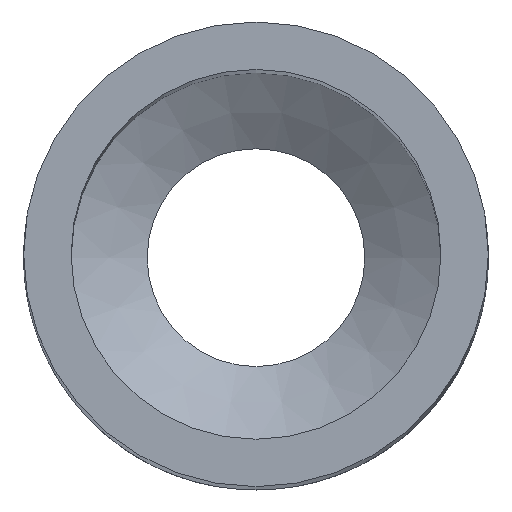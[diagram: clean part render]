
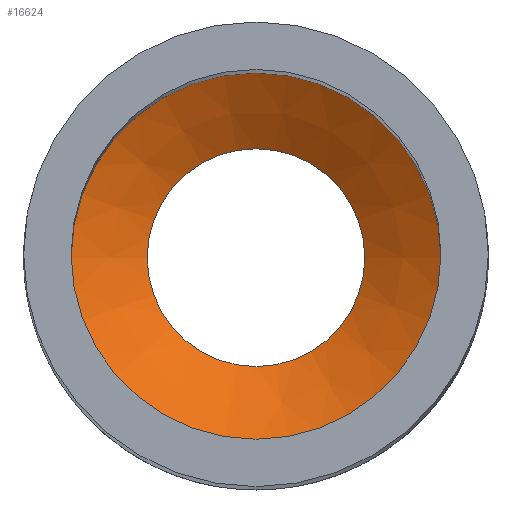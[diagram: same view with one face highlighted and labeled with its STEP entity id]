
A CAD part, top view. The second image highlights one B-rep face of the part: STEP entity #16624.
In plain terms, the highlighted conical face has half-angle 59 degrees and reference radius 2.547 mm.
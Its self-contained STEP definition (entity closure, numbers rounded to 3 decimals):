
#4401=FACE_BOUND($,#5578,.T.);
#4551=FACE_OUTER_BOUND($,#5577,.T.);
#5577=EDGE_LOOP($,(#11331));
#5578=EDGE_LOOP($,(#11332));
#6753=CIRCLE($,#17656,3.);
#6754=CIRCLE($,#17657,5.094);
#6919=VERTEX_POINT($,#26921);
#6920=VERTEX_POINT($,#26923);
#8685=EDGE_CURVE($,#6919,#6919,#6753,.T.);
#8686=EDGE_CURVE($,#6920,#6920,#6754,.T.);
#11331=ORIENTED_EDGE($,*,*,#8685,.F.);
#11332=ORIENTED_EDGE($,*,*,#8686,.T.);
#16623=CONICAL_SURFACE($,#17655,2.547,59.);
#16624=ADVANCED_FACE($,(#4551,#4401),#16623,.F.);
#17655=AXIS2_PLACEMENT_3D($,#26920,#20451,#20452);
#17656=AXIS2_PLACEMENT_3D($,#26922,#20453,#20454);
#17657=AXIS2_PLACEMENT_3D($,#26924,#20455,#20456);
#20451=DIRECTION('center_axis',(0.,0.,1.));
#20452=DIRECTION('ref_axis',(1.,0.,0.));
#20453=DIRECTION('center_axis',(0.,0.,1.));
#20454=DIRECTION('ref_axis',(1.,0.,0.));
#20455=DIRECTION('center_axis',(0.,0.,1.));
#20456=DIRECTION('ref_axis',(1.,0.,0.));
#26920=CARTESIAN_POINT('Origin',(0.,0.,-0.03));
#26921=CARTESIAN_POINT('',(-3.,0.,0.242));
#26922=CARTESIAN_POINT('Origin',(0.,0.,0.242));
#26923=CARTESIAN_POINT('',(5.094,0.,1.5));
#26924=CARTESIAN_POINT('Origin',(0.,0.,1.5));
